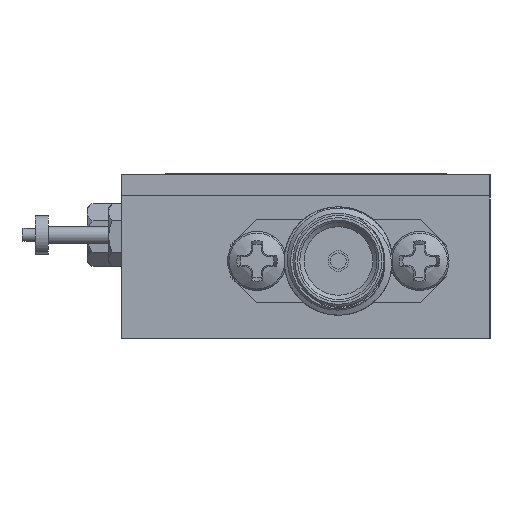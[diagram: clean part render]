
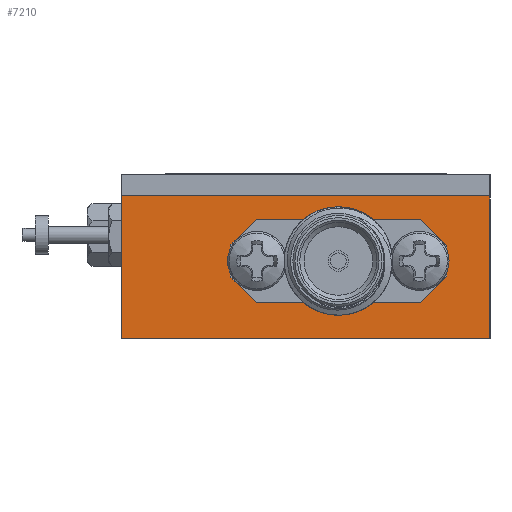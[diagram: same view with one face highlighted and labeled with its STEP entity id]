
A CAD part, left-side view. The second image highlights one B-rep face of the part: STEP entity #7210.
In plain terms, the highlighted planar face has unit normal (-1, 0, 0).
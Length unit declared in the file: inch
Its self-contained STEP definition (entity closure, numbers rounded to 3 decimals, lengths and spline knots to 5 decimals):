
#95 = EDGE_CURVE ( 'NONE', #10063, #13358, #23472, .T. ) ;
#501 = VERTEX_POINT ( 'NONE', #22152 ) ;
#619 = CARTESIAN_POINT ( 'NONE',  ( -0.75, 0.115, 0.085 ) ) ;
#705 = CARTESIAN_POINT ( 'NONE',  ( -0.75, -0.425, 0.19 ) ) ;
#758 = DIRECTION ( 'NONE',  ( 0., -1., 0. ) ) ;
#818 = CARTESIAN_POINT ( 'NONE',  ( -0.75, 0.175, 0.025 ) ) ;
#1146 = CARTESIAN_POINT ( 'NONE',  ( -0.75, -0.425, 0.14 ) ) ;
#1215 = VECTOR ( 'NONE', #18306, 39.37008 ) ;
#1620 = LINE ( 'NONE', #9695, #13452 ) ;
#1623 = DIRECTION ( 'NONE',  ( 0., 0.707, -0.707 ) ) ;
#1832 = ORIENTED_EDGE ( 'NONE', *, *, #95, .T. ) ;
#1926 = VECTOR ( 'NONE', #10516, 39.37008 ) ;
#2268 = EDGE_CURVE ( 'NONE', #23845, #11921, #12205, .T. ) ;
#2409 = CARTESIAN_POINT ( 'NONE',  ( -0.75, -0.265, 0.085 ) ) ;
#2446 = LINE ( 'NONE', #16200, #1926 ) ;
#3140 = VECTOR ( 'NONE', #21554, 39.37008 ) ;
#3733 = DIRECTION ( 'NONE',  ( 0., 0., 1. ) ) ;
#4153 = VECTOR ( 'NONE', #15117, 39.37008 ) ;
#4182 = LINE ( 'NONE', #10256, #1215 ) ;
#4273 = EDGE_LOOP ( 'NONE', ( #7316, #10611, #1832, #17352 ) ) ;
#4327 = ORIENTED_EDGE ( 'NONE', *, *, #2268, .F. ) ;
#4730 = ORIENTED_EDGE ( 'NONE', *, *, #19429, .F. ) ;
#4896 = DIRECTION ( 'NONE',  ( 0., 0., -1. ) ) ;
#5000 = ORIENTED_EDGE ( 'NONE', *, *, #10943, .F. ) ;
#5219 = EDGE_CURVE ( 'NONE', #6791, #10063, #18288, .T. ) ;
#5304 = VECTOR ( 'NONE', #8617, 39.37008 ) ;
#5498 = CARTESIAN_POINT ( 'NONE',  ( -0.75, 0.425, 0.14 ) ) ;
#5639 = ORIENTED_EDGE ( 'NONE', *, *, #19304, .F. ) ;
#5711 = VECTOR ( 'NONE', #4896, 39.37008 ) ;
#6101 = LINE ( 'NONE', #14179, #10914 ) ;
#6318 = VERTEX_POINT ( 'NONE', #23821 ) ;
#6526 = VECTOR ( 'NONE', #758, 39.37008 ) ;
#6709 = ORIENTED_EDGE ( 'NONE', *, *, #10661, .F. ) ;
#6791 = VERTEX_POINT ( 'NONE', #5498 ) ;
#6807 = CARTESIAN_POINT ( 'NONE',  ( -0.75, -0.265, -0.105 ) ) ;
#7210 = ADVANCED_FACE ( 'NONE', ( #23735, #25591 ), #11580, .F. ) ;
#7222 = CARTESIAN_POINT ( 'NONE',  ( -0.75, -0.425, 0.19 ) ) ;
#7316 = ORIENTED_EDGE ( 'NONE', *, *, #9065, .F. ) ;
#7617 = DIRECTION ( 'NONE',  ( 0., 0., -1. ) ) ;
#8617 = DIRECTION ( 'NONE',  ( 0., 0., -1. ) ) ;
#8781 = EDGE_CURVE ( 'NONE', #23845, #16483, #17050, .T. ) ;
#8870 = CARTESIAN_POINT ( 'NONE',  ( -0.75, 0.425, 0.19 ) ) ;
#8908 = CARTESIAN_POINT ( 'NONE',  ( -0.75, 0.175, -0.045 ) ) ;
#9065 = EDGE_CURVE ( 'NONE', #6791, #20905, #23092, .T. ) ;
#9239 = CARTESIAN_POINT ( 'NONE',  ( -0.75, 0.425, -0.19 ) ) ;
#9433 = EDGE_LOOP ( 'NONE', ( #4327, #20164, #19136, #5639, #6709, #22529, #4730, #5000 ) ) ;
#9447 = VECTOR ( 'NONE', #14892, 39.37008 ) ;
#9605 = DIRECTION ( 'NONE',  ( 1., 0., 0. ) ) ;
#9695 = CARTESIAN_POINT ( 'NONE',  ( -0.75, -0.325, 0.025 ) ) ;
#10063 = VERTEX_POINT ( 'NONE', #9239 ) ;
#10215 = LINE ( 'NONE', #2409, #20473 ) ;
#10256 = CARTESIAN_POINT ( 'NONE',  ( -0.75, 0.175, -0.105 ) ) ;
#10516 = DIRECTION ( 'NONE',  ( 0., -0.707, 0.707 ) ) ;
#10611 = ORIENTED_EDGE ( 'NONE', *, *, #5219, .T. ) ;
#10661 = EDGE_CURVE ( 'NONE', #23062, #501, #2446, .T. ) ;
#10750 = LINE ( 'NONE', #705, #4153 ) ;
#10779 = CARTESIAN_POINT ( 'NONE',  ( -0.75, -0.425, -0.19 ) ) ;
#10914 = VECTOR ( 'NONE', #22729, 39.37008 ) ;
#10943 = EDGE_CURVE ( 'NONE', #11921, #18764, #11492, .T. ) ;
#11492 = LINE ( 'NONE', #12594, #5304 ) ;
#11580 = PLANE ( 'NONE',  #22903 ) ;
#11921 = VERTEX_POINT ( 'NONE', #818 ) ;
#11999 = CARTESIAN_POINT ( 'NONE',  ( -0.75, 0.115, -0.105 ) ) ;
#12205 = LINE ( 'NONE', #15906, #13326 ) ;
#12594 = CARTESIAN_POINT ( 'NONE',  ( -0.75, 0.175, -0.045 ) ) ;
#13326 = VECTOR ( 'NONE', #1623, 39.37008 ) ;
#13358 = VERTEX_POINT ( 'NONE', #10779 ) ;
#13452 = VECTOR ( 'NONE', #3733, 39.37008 ) ;
#14179 = CARTESIAN_POINT ( 'NONE',  ( -0.75, 0.115, -0.105 ) ) ;
#14826 = DIRECTION ( 'NONE',  ( 0., 0.707, 0.707 ) ) ;
#14892 = DIRECTION ( 'NONE',  ( 0., -1., 0. ) ) ;
#15117 = DIRECTION ( 'NONE',  ( 0., 0., -1. ) ) ;
#15906 = CARTESIAN_POINT ( 'NONE',  ( -0.75, 0.175, 0.025 ) ) ;
#16200 = CARTESIAN_POINT ( 'NONE',  ( -0.75, -0.325, -0.045 ) ) ;
#16204 = CARTESIAN_POINT ( 'NONE',  ( -0.75, -0.425, 0.14 ) ) ;
#16483 = VERTEX_POINT ( 'NONE', #20163 ) ;
#17050 = LINE ( 'NONE', #21031, #3140 ) ;
#17352 = ORIENTED_EDGE ( 'NONE', *, *, #24678, .F. ) ;
#18288 = LINE ( 'NONE', #8870, #5711 ) ;
#18306 = DIRECTION ( 'NONE',  ( 0., 1., 0. ) ) ;
#18764 = VERTEX_POINT ( 'NONE', #8908 ) ;
#19136 = ORIENTED_EDGE ( 'NONE', *, *, #20357, .F. ) ;
#19304 = EDGE_CURVE ( 'NONE', #501, #6318, #1620, .T. ) ;
#19429 = EDGE_CURVE ( 'NONE', #18764, #19657, #6101, .T. ) ;
#19657 = VERTEX_POINT ( 'NONE', #11999 ) ;
#20163 = CARTESIAN_POINT ( 'NONE',  ( -0.75, -0.265, 0.085 ) ) ;
#20164 = ORIENTED_EDGE ( 'NONE', *, *, #8781, .T. ) ;
#20357 = EDGE_CURVE ( 'NONE', #6318, #16483, #10215, .T. ) ;
#20473 = VECTOR ( 'NONE', #14826, 39.37008 ) ;
#20905 = VERTEX_POINT ( 'NONE', #16204 ) ;
#21031 = CARTESIAN_POINT ( 'NONE',  ( -0.75, 0.175, 0.085 ) ) ;
#21554 = DIRECTION ( 'NONE',  ( 0., -1., 0. ) ) ;
#22152 = CARTESIAN_POINT ( 'NONE',  ( -0.75, -0.325, -0.045 ) ) ;
#22529 = ORIENTED_EDGE ( 'NONE', *, *, #22971, .T. ) ;
#22729 = DIRECTION ( 'NONE',  ( 0., -0.707, -0.707 ) ) ;
#22903 = AXIS2_PLACEMENT_3D ( 'NONE', #7222, #9605, #7617 ) ;
#22971 = EDGE_CURVE ( 'NONE', #23062, #19657, #4182, .T. ) ;
#23062 = VERTEX_POINT ( 'NONE', #6807 ) ;
#23092 = LINE ( 'NONE', #1146, #6526 ) ;
#23340 = CARTESIAN_POINT ( 'NONE',  ( -0.75, -0.425, -0.19 ) ) ;
#23472 = LINE ( 'NONE', #23340, #9447 ) ;
#23735 = FACE_OUTER_BOUND ( 'NONE', #4273, .T. ) ;
#23821 = CARTESIAN_POINT ( 'NONE',  ( -0.75, -0.325, 0.025 ) ) ;
#23845 = VERTEX_POINT ( 'NONE', #619 ) ;
#24678 = EDGE_CURVE ( 'NONE', #20905, #13358, #10750, .T. ) ;
#25591 = FACE_BOUND ( 'NONE', #9433, .T. ) ;
